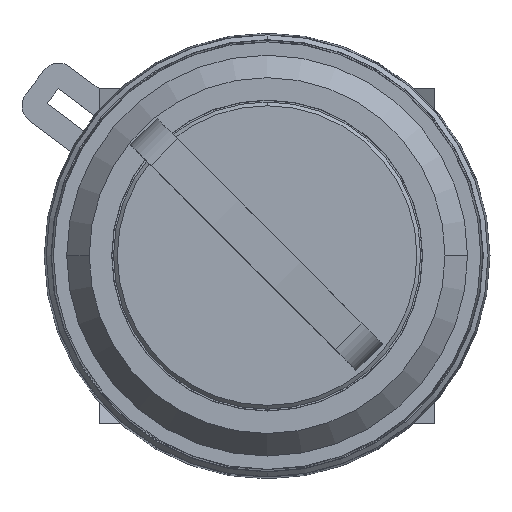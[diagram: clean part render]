
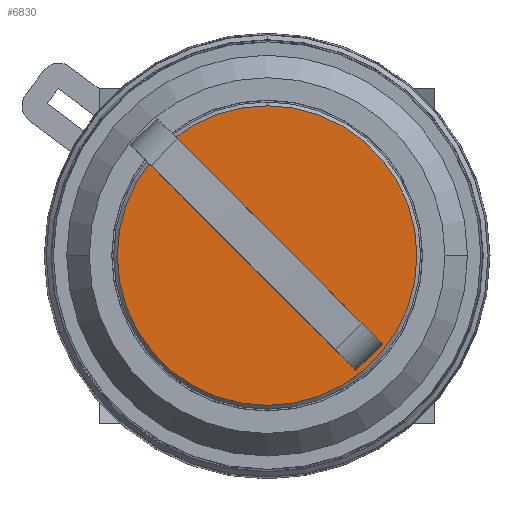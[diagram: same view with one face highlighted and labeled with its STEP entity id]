
A CAD part, top view. The second image highlights one B-rep face of the part: STEP entity #6830.
In plain terms, the highlighted planar face has unit normal (0, 0, 1).
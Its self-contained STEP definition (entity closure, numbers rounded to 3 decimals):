
#586 = CIRCLE ( 'NONE', #2627, 8. ) ;
#613 = CIRCLE ( 'NONE', #2766, 8. ) ;
#1173 = CARTESIAN_POINT ( 'NONE',  ( 0., 0., 13.6 ) ) ;
#1174 = DIRECTION ( 'NONE',  ( 0., 0., 1. ) ) ;
#1175 = DIRECTION ( 'NONE',  ( 0., 1., 0. ) ) ;
#1354 = PLANE ( 'NONE',  #2865 ) ;
#1355 = CARTESIAN_POINT ( 'NONE',  ( 0., -11.449, 13.6 ) ) ;
#1356 = DIRECTION ( 'NONE',  ( 0., 0., 1. ) ) ;
#1357 = DIRECTION ( 'NONE',  ( 0.707, 0.707, 0. ) ) ;
#1588 = VERTEX_POINT ( 'NONE', #5675 ) ;
#1589 = VERTEX_POINT ( 'NONE', #5676 ) ;
#1590 = VERTEX_POINT ( 'NONE', #5677 ) ;
#1591 = VERTEX_POINT ( 'NONE', #5678 ) ;
#2627 = AXIS2_PLACEMENT_3D ( 'NONE', #4022, #4023, #4024 ) ;
#2629 = VECTOR ( 'NONE', #4031, 1000. ) ;
#2766 = AXIS2_PLACEMENT_3D ( 'NONE', #1173, #1174, #1175 ) ;
#2857 = FACE_BOUND ( 'NONE', #5390, .T. ) ;
#2863 = FACE_OUTER_BOUND ( 'NONE', #5389, .T. ) ;
#2865 = AXIS2_PLACEMENT_3D ( 'NONE', #1355, #1356, #1357 ) ;
#3414 = LINE ( 'NONE', #3415, #4385 ) ;
#3415 = CARTESIAN_POINT ( 'NONE',  ( -0.707, -0.707, 13.6 ) ) ;
#3416 = DIRECTION ( 'NONE',  ( -0.707, 0.707, 0. ) ) ;
#3426 = LINE ( 'NONE', #3427, #4388 ) ;
#3427 = CARTESIAN_POINT ( 'NONE',  ( -3.748, 3.748, 13.6 ) ) ;
#3428 = DIRECTION ( 'NONE',  ( 0.707, 0.707, 0. ) ) ;
#3540 = LINE ( 'NONE', #3541, #4428 ) ;
#3541 = CARTESIAN_POINT ( 'NONE',  ( 0.707, 0.707, 13.6 ) ) ;
#3542 = DIRECTION ( 'NONE',  ( 0.707, -0.707, 0. ) ) ;
#4022 = CARTESIAN_POINT ( 'NONE',  ( 0., 0., 13.6 ) ) ;
#4023 = DIRECTION ( 'NONE',  ( 0., 0., 1. ) ) ;
#4024 = DIRECTION ( 'NONE',  ( 0., 1., 0. ) ) ;
#4029 = LINE ( 'NONE', #4030, #2629 ) ;
#4030 = CARTESIAN_POINT ( 'NONE',  ( 2.616, -2.616, 13.6 ) ) ;
#4031 = DIRECTION ( 'NONE',  ( -0.707, -0.707, 0. ) ) ;
#4385 = VECTOR ( 'NONE', #3416, 1000. ) ;
#4388 = VECTOR ( 'NONE', #3428, 1000. ) ;
#4428 = VECTOR ( 'NONE', #3542, 1000. ) ;
#5178 = VERTEX_POINT ( 'NONE', #6171 ) ;
#5179 = VERTEX_POINT ( 'NONE', #6172 ) ;
#5296 = ORIENTED_EDGE ( 'NONE', *, *, #6780, .T. ) ;
#5298 = ORIENTED_EDGE ( 'NONE', *, *, #6666, .T. ) ;
#5300 = ORIENTED_EDGE ( 'NONE', *, *, #6376, .T. ) ;
#5301 = ORIENTED_EDGE ( 'NONE', *, *, #6668, .T. ) ;
#5302 = ORIENTED_EDGE ( 'NONE', *, *, #6418, .T. ) ;
#5307 = ORIENTED_EDGE ( 'NONE', *, *, #6380, .T. ) ;
#5389 = EDGE_LOOP ( 'NONE', ( #5298, #5296 ) ) ;
#5390 = EDGE_LOOP ( 'NONE', ( #5302, #5301, #5300, #5307 ) ) ;
#5675 = CARTESIAN_POINT ( 'NONE',  ( 1.909, -3.323, 13.6 ) ) ;
#5676 = CARTESIAN_POINT ( 'NONE',  ( -4.455, 3.041, 13.6 ) ) ;
#5677 = CARTESIAN_POINT ( 'NONE',  ( -3.041, 4.455, 13.6 ) ) ;
#5678 = CARTESIAN_POINT ( 'NONE',  ( 3.323, -1.909, 13.6 ) ) ;
#6171 = CARTESIAN_POINT ( 'NONE',  ( 0., 8., 13.6 ) ) ;
#6172 = CARTESIAN_POINT ( 'NONE',  ( 0., -8., 13.6 ) ) ;
#6376 = EDGE_CURVE ( 'NONE', #1588, #1589, #3414, .T. ) ;
#6380 = EDGE_CURVE ( 'NONE', #1589, #1590, #3426, .T. ) ;
#6418 = EDGE_CURVE ( 'NONE', #1590, #1591, #3540, .T. ) ;
#6666 = EDGE_CURVE ( 'NONE', #5178, #5179, #586, .T. ) ;
#6668 = EDGE_CURVE ( 'NONE', #1591, #1588, #4029, .T. ) ;
#6780 = EDGE_CURVE ( 'NONE', #5179, #5178, #613, .T. ) ;
#6830 = ADVANCED_FACE ( 'NONE', ( #2857, #2863 ), #1354, .T. ) ;
